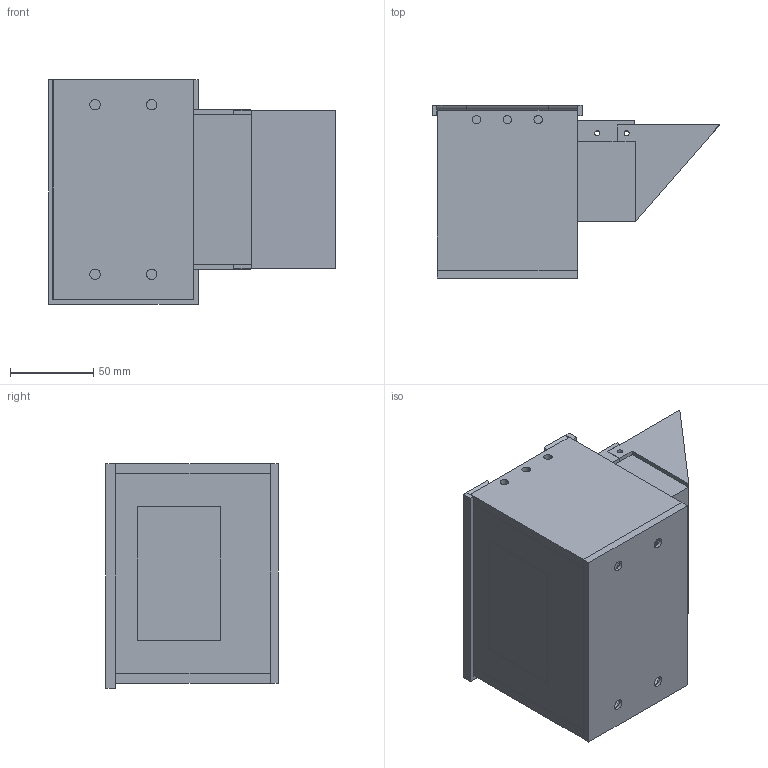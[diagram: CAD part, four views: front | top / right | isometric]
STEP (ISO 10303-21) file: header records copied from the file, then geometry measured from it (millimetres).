
FILE_DESCRIPTION(/* description */ (''),/* implementation_level */ '2;1');
FILE_NAME(/* name */ 'case.step',/* time_stamp */ '2025-08-01T15:39:52-07:00',/* author */ (''),/* organization */ (''),/* preprocessor_version */ 'ST-DEVELOPER v20.1',/* originating_system */ 'Autodesk Translation Framework v14.10.0.0',/* authorisation */ '');
FILE_SCHEMA (('AUTOMOTIVE_DESIGN { 1 0 10303 214 3 1 1 }'));
Length unit declared in the file: millimetre
Products named in the file (1): Case
Bounding box: 172.57 x 103.8 x 135 mm (x, y, z)
Volume: 375105.9 mm3; surface area: 189086.6 mm2
Topology: 19 solids, 19 shells, 692 faces, 1806 edges, 1202 vertices
Faces by surface type: plane 603, bspline 52, cylinder 37
Full cylindrical faces by diameter (mm): 3 x8, 3.3 x8, 5 x6, 6.25 x4, 12 x4
Entity records: 21507 total; most frequent: CARTESIAN_POINT 4597, ORIENTED_EDGE 3612, DIRECTION 3051, EDGE_CURVE 1806, LINE 1629, VECTOR 1629, VERTEX_POINT 1202, EDGE_LOOP 802
